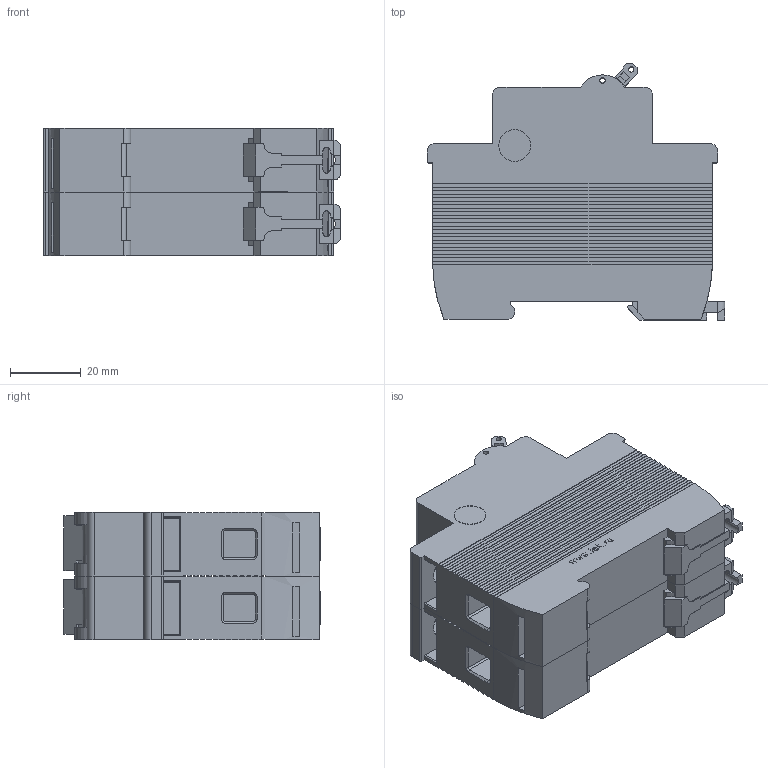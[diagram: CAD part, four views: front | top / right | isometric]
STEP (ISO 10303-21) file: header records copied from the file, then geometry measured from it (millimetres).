
FILE_DESCRIPTION (( 'STEP AP214' ), '1' );
FILE_NAME ('01.01.02.01 ÂÀ 47-29M õ-êà Â 2Ð.STEP', '2017-03-13T08:37:28', ( '' ), ( '' ), 'SwSTEP 2.0', 'SolidWorks 2014', '' );
FILE_SCHEMA (( 'AUTOMOTIVE_DESIGN' ));
Length unit declared in the file: millimetre
Products named in the file (1): 01.01.02.01 ÂÀ 47-29M õ-êà Â 2Ð
Bounding box: 84 x 72.47 x 36 mm (x, y, z)
Volume: 149820.4 mm3; surface area: 43099.9 mm2
Topology: 2 solids, 70 shells, 1448 faces, 3800 edges, 2506 vertices
Faces by surface type: plane 1156, cylinder 226, bspline 48, cone 16, torus 2
Full cylindrical faces by diameter (mm): 1.5 x6, 2.1 x12, 8 x8, 9 x4
Entity records: 61531 total; most frequent: CARTESIAN_POINT 10035, ORIENTED_EDGE 7500, DIRECTION 6956, EDGE_CURVE 3750, LINE 3102, VECTOR 3102, VERTEX_POINT 2486, AXIS2_PLACEMENT_3D 1927
